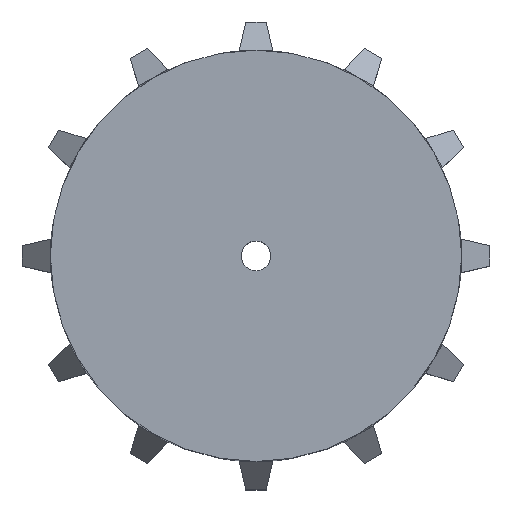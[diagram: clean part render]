
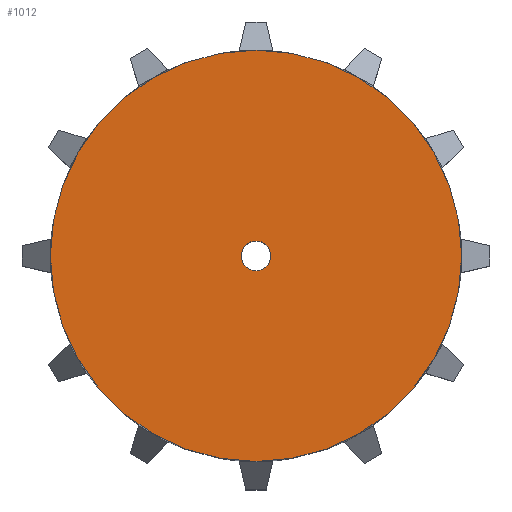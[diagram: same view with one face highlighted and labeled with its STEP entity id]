
A CAD part, top view. The second image highlights one B-rep face of the part: STEP entity #1012.
In plain terms, the highlighted planar face has unit normal (0, 0, 1).
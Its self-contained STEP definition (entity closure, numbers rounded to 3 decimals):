
#134 = DIRECTION ( 'NONE',  ( 0., 0., 1. ) ) ;
#319 = EDGE_LOOP ( 'NONE', ( #3203, #399 ) ) ;
#378 = VERTEX_POINT ( 'NONE', #2433 ) ;
#399 = ORIENTED_EDGE ( 'NONE', *, *, #2093, .F. ) ;
#402 = DIRECTION ( 'NONE',  ( 0., 0., 1. ) ) ;
#430 = AXIS2_PLACEMENT_3D ( 'NONE', #2485, #1756, #1722 ) ;
#584 = CARTESIAN_POINT ( 'NONE',  ( 100., 13.956, 16. ) ) ;
#810 = CIRCLE ( 'NONE', #430, 1.15 ) ;
#876 = ORIENTED_EDGE ( 'NONE', *, *, #2617, .T. ) ;
#960 = FACE_OUTER_BOUND ( 'NONE', #1836, .T. ) ;
#1012 = ADVANCED_FACE ( 'NONE', ( #2724, #960 ), #3001, .T. ) ;
#1136 = CARTESIAN_POINT ( 'NONE',  ( 100., 13.956, 16. ) ) ;
#1237 = CIRCLE ( 'NONE', #1620, 16. ) ;
#1262 = CARTESIAN_POINT ( 'NONE',  ( 101.15, 13.956, 16. ) ) ;
#1403 = DIRECTION ( 'NONE',  ( 1., 0., 0. ) ) ;
#1455 = CARTESIAN_POINT ( 'NONE',  ( 100., 13.956, 16. ) ) ;
#1576 = CARTESIAN_POINT ( 'NONE',  ( 116., 13.956, 16. ) ) ;
#1620 = AXIS2_PLACEMENT_3D ( 'NONE', #584, #3370, #3174 ) ;
#1695 = DIRECTION ( 'NONE',  ( 1., 0., 0. ) ) ;
#1722 = DIRECTION ( 'NONE',  ( 1., 0., 0. ) ) ;
#1756 = DIRECTION ( 'NONE',  ( 0., 0., 1. ) ) ;
#1786 = EDGE_CURVE ( 'NONE', #378, #2650, #810, .T. ) ;
#1836 = EDGE_LOOP ( 'NONE', ( #2881, #876 ) ) ;
#2004 = DIRECTION ( 'NONE',  ( 1., 0., 0. ) ) ;
#2041 = AXIS2_PLACEMENT_3D ( 'NONE', #1136, #2194, #1403 ) ;
#2093 = EDGE_CURVE ( 'NONE', #2650, #378, #2592, .T. ) ;
#2152 = AXIS2_PLACEMENT_3D ( 'NONE', #1455, #402, #1695 ) ;
#2194 = DIRECTION ( 'NONE',  ( 0., 0., 1. ) ) ;
#2333 = VERTEX_POINT ( 'NONE', #1576 ) ;
#2336 = VERTEX_POINT ( 'NONE', #3148 ) ;
#2433 = CARTESIAN_POINT ( 'NONE',  ( 98.85, 13.956, 16. ) ) ;
#2485 = CARTESIAN_POINT ( 'NONE',  ( 100., 13.956, 16. ) ) ;
#2592 = CIRCLE ( 'NONE', #2041, 1.15 ) ;
#2617 = EDGE_CURVE ( 'NONE', #2333, #2336, #3192, .T. ) ;
#2650 = VERTEX_POINT ( 'NONE', #1262 ) ;
#2724 = FACE_BOUND ( 'NONE', #319, .T. ) ;
#2741 = EDGE_CURVE ( 'NONE', #2336, #2333, #1237, .T. ) ;
#2881 = ORIENTED_EDGE ( 'NONE', *, *, #2741, .T. ) ;
#3001 = PLANE ( 'NONE',  #3123 ) ;
#3070 = CARTESIAN_POINT ( 'NONE',  ( 0., 0., 16. ) ) ;
#3123 = AXIS2_PLACEMENT_3D ( 'NONE', #3070, #134, #2004 ) ;
#3148 = CARTESIAN_POINT ( 'NONE',  ( 84., 13.956, 16. ) ) ;
#3174 = DIRECTION ( 'NONE',  ( 1., 0., 0. ) ) ;
#3192 = CIRCLE ( 'NONE', #2152, 16. ) ;
#3203 = ORIENTED_EDGE ( 'NONE', *, *, #1786, .F. ) ;
#3370 = DIRECTION ( 'NONE',  ( 0., 0., 1. ) ) ;
